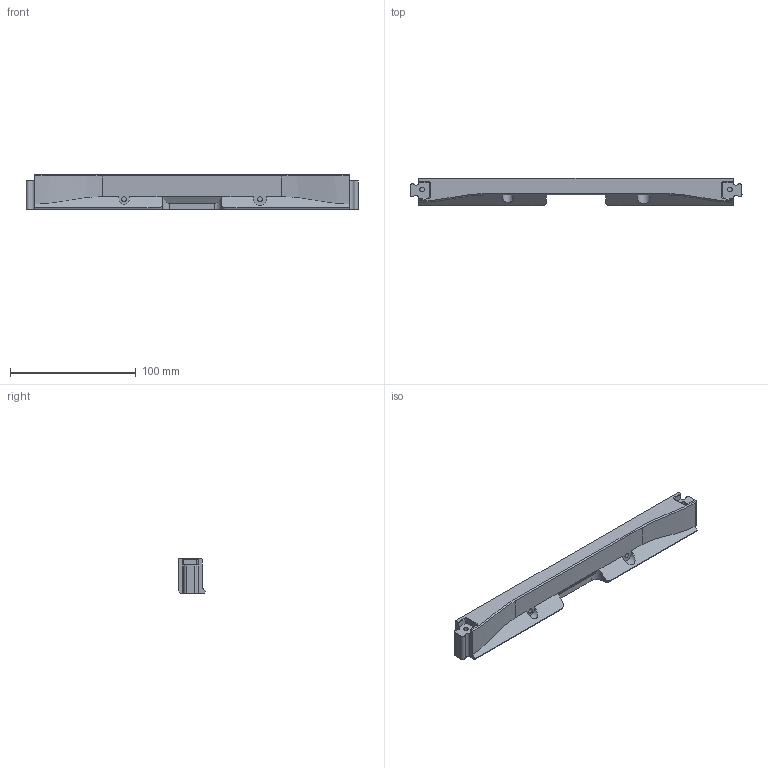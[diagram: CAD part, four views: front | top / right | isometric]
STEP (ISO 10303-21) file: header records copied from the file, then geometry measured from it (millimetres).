
FILE_DESCRIPTION(/* description */ (''),/* implementation_level */ '2;1');
FILE_NAME(/* name */ 'front.step',/* time_stamp */ '2025-09-26T14:23:03-04:00',/* author */ (''),/* organization */ (''),/* preprocessor_version */ 'ST-DEVELOPER v20.1',/* originating_system */ 'Autodesk Translation Framework v14.17.0.0',/* authorisation */ '');
FILE_SCHEMA (('AUTOMOTIVE_DESIGN { 1 0 10303 214 3 1 1 }'));
Length unit declared in the file: millimetre
Products named in the file (1): front
Bounding box: 263.86 x 21.59 x 27.5 mm (x, y, z)
Volume: 105179 mm3; surface area: 24876.8 mm2
Topology: 1 solids, 1 shells, 76 faces, 198 edges, 128 vertices
Faces by surface type: plane 42, cylinder 20, bspline 12, cone 2
Full cylindrical faces by diameter (mm): 3.9 x4
Entity records: 2826 total; most frequent: CARTESIAN_POINT 985, ORIENTED_EDGE 396, DIRECTION 340, EDGE_CURVE 198, VERTEX_POINT 128, LINE 122, VECTOR 122, AXIS2_PLACEMENT_3D 109
